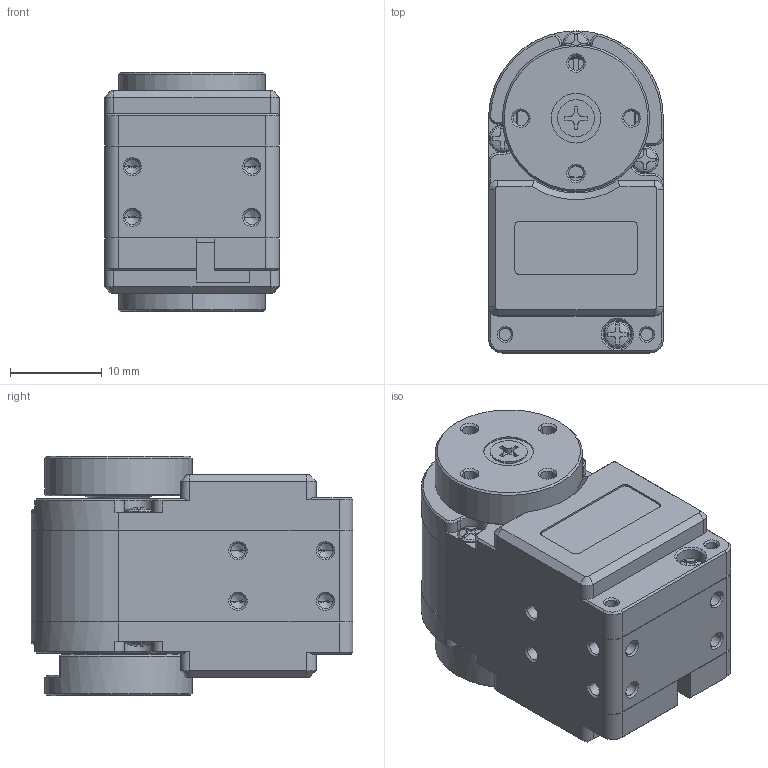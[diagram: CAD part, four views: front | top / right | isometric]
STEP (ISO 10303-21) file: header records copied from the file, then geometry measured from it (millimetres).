
FILE_DESCRIPTION((''),'2;1');
FILE_NAME('XM335-T323-T_DUMMY_ASM','2026-01-20T17:31:17',('robotis_hyg'),(''),'CREO PARAMETRIC BY PTC INC, 2020074','CREO PARAMETRIC BY PTC INC, 2020074','');
FILE_SCHEMA(('CONFIG_CONTROL_DESIGN'));
Length unit declared in the file: millimetre
Products named in the file (12): XM335_CASE_M_DUMMY; XM335_CASE_T_DUMMY; XM335_CASE_B_DUMMY; BEARING; XM335_IDLER_DUMMY; XM335_HORN_DUMMY; FHS_M2X6; CHS_M1_7X04; X335_3PIN_CONNECTOR_2; X335_3PIN_CONNECTOR_1_ASM; X335_3PIN_CONNECTOR_ASM; XM335-T323-T_DUMMY_ASM
Assembly tree (19 placements, depth 4):
  XM335-T323-T_DUMMY_ASM
    XM335_CASE_M_DUMMY
    XM335_CASE_T_DUMMY
    XM335_CASE_B_DUMMY
    BEARING
    XM335_IDLER_DUMMY
    XM335_HORN_DUMMY
    FHS_M2X6
    CHS_M1_7X04  x8
    X335_3PIN_CONNECTOR_ASM  x2
      X335_3PIN_CONNECTOR_1_ASM
        X335_3PIN_CONNECTOR_2
Bounding box: 19 x 35 x 26 mm (x, y, z)
Volume: 12733.7 mm3; surface area: 9873.7 mm2
Topology: 17 solids, 58 shells, 1300 faces, 3377 edges, 2135 vertices
Faces by surface type: plane 606, cylinder 440, cone 186, torus 42, sphere 24, bspline 2
Entity records: 26835 total; most frequent: CARTESIAN_POINT 4950, DIRECTION 4787, ORIENTED_EDGE 4256, EDGE_CURVE 2192, AXIS2_PLACEMENT_3D 1747, VERTEX_POINT 1403, VECTOR 1293, LINE 1293
